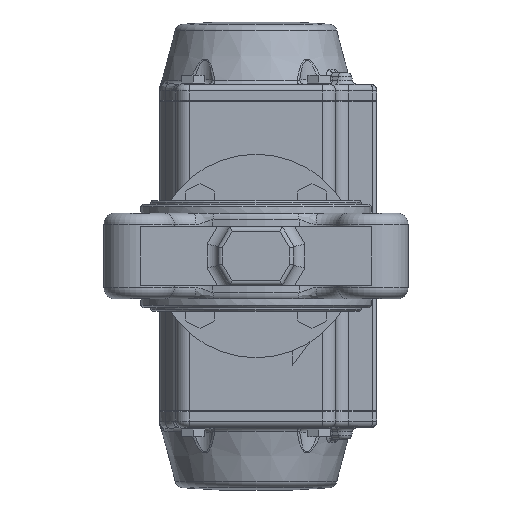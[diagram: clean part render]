
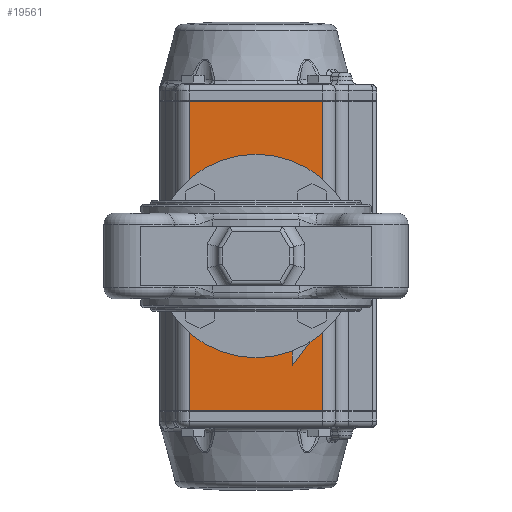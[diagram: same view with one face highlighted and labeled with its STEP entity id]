
A CAD part, front view. The second image highlights one B-rep face of the part: STEP entity #19561.
In plain terms, the highlighted planar face has unit normal (0, -1, 0).
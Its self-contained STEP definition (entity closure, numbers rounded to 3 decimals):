
#581=PLANE('',#21732);
#1868=LINE('',#34796,#3054);
#1875=LINE('',#34829,#3061);
#1904=LINE('',#34931,#3090);
#1905=LINE('',#34933,#3091);
#3054=VECTOR('',#25128,1000.);
#3061=VECTOR('',#25155,1000.);
#3090=VECTOR('',#25256,1000.);
#3091=VECTOR('',#25259,1000.);
#6323=ORIENTED_EDGE('',*,*,#11017,.F.);
#6324=ORIENTED_EDGE('',*,*,#11085,.F.);
#6325=ORIENTED_EDGE('',*,*,#11033,.T.);
#6326=ORIENTED_EDGE('',*,*,#11086,.T.);
#6327=ORIENTED_EDGE('',*,*,#10659,.F.);
#6328=ORIENTED_EDGE('',*,*,#10657,.F.);
#6329=ORIENTED_EDGE('',*,*,#10655,.F.);
#6330=ORIENTED_EDGE('',*,*,#10653,.F.);
#6331=ORIENTED_EDGE('',*,*,#10651,.F.);
#6332=ORIENTED_EDGE('',*,*,#10649,.F.);
#6333=ORIENTED_EDGE('',*,*,#10647,.F.);
#6334=ORIENTED_EDGE('',*,*,#10645,.F.);
#6335=ORIENTED_EDGE('',*,*,#10643,.T.);
#10643=EDGE_CURVE('',#13302,#13302,#15040,.T.);
#10645=EDGE_CURVE('',#13305,#13305,#15042,.T.);
#10647=EDGE_CURVE('',#13308,#13308,#15044,.T.);
#10649=EDGE_CURVE('',#13311,#13311,#15046,.T.);
#10651=EDGE_CURVE('',#13314,#13314,#15048,.T.);
#10653=EDGE_CURVE('',#13317,#13317,#15050,.T.);
#10655=EDGE_CURVE('',#13320,#13320,#15052,.T.);
#10657=EDGE_CURVE('',#13323,#13323,#15054,.T.);
#10659=EDGE_CURVE('',#13326,#13326,#15056,.T.);
#11017=EDGE_CURVE('',#13559,#13560,#1868,.T.);
#11033=EDGE_CURVE('',#13576,#13575,#1875,.T.);
#11085=EDGE_CURVE('',#13576,#13559,#1904,.T.);
#11086=EDGE_CURVE('',#13575,#13560,#1905,.T.);
#13302=VERTEX_POINT('',#32077);
#13305=VERTEX_POINT('',#32084);
#13308=VERTEX_POINT('',#32091);
#13311=VERTEX_POINT('',#32098);
#13314=VERTEX_POINT('',#32105);
#13317=VERTEX_POINT('',#32112);
#13320=VERTEX_POINT('',#32119);
#13323=VERTEX_POINT('',#32126);
#13326=VERTEX_POINT('',#32133);
#13559=VERTEX_POINT('',#34795);
#13560=VERTEX_POINT('',#34797);
#13575=VERTEX_POINT('',#34828);
#13576=VERTEX_POINT('',#34830);
#15040=CIRCLE('',#21348,16.5);
#15042=CIRCLE('',#21352,2.5);
#15044=CIRCLE('',#21356,2.5);
#15046=CIRCLE('',#21360,2.5);
#15048=CIRCLE('',#21364,2.5);
#15050=CIRCLE('',#21368,3.4);
#15052=CIRCLE('',#21372,3.4);
#15054=CIRCLE('',#21376,3.4);
#15056=CIRCLE('',#21380,3.4);
#16405=EDGE_LOOP('',(#6323,#6324,#6325,#6326));
#16406=EDGE_LOOP('',(#6327));
#16407=EDGE_LOOP('',(#6328));
#16408=EDGE_LOOP('',(#6329));
#16409=EDGE_LOOP('',(#6330));
#16410=EDGE_LOOP('',(#6331));
#16411=EDGE_LOOP('',(#6332));
#16412=EDGE_LOOP('',(#6333));
#16413=EDGE_LOOP('',(#6334));
#16414=EDGE_LOOP('',(#6335));
#17978=FACE_BOUND('',#16405,.T.);
#17979=FACE_BOUND('',#16406,.T.);
#17980=FACE_BOUND('',#16407,.T.);
#17981=FACE_BOUND('',#16408,.T.);
#17982=FACE_BOUND('',#16409,.T.);
#17983=FACE_BOUND('',#16410,.T.);
#17984=FACE_BOUND('',#16411,.T.);
#17985=FACE_BOUND('',#16412,.T.);
#17986=FACE_BOUND('',#16413,.T.);
#17987=FACE_BOUND('',#16414,.T.);
#19561=ADVANCED_FACE('',(#17978,#17979,#17980,#17981,#17982,#17983,#17984,
#17985,#17986,#17987),#581,.T.);
#21348=AXIS2_PLACEMENT_3D('',#32076,#24334,#24335);
#21352=AXIS2_PLACEMENT_3D('',#32083,#24342,#24343);
#21356=AXIS2_PLACEMENT_3D('',#32090,#24350,#24351);
#21360=AXIS2_PLACEMENT_3D('',#32097,#24358,#24359);
#21364=AXIS2_PLACEMENT_3D('',#32104,#24366,#24367);
#21368=AXIS2_PLACEMENT_3D('',#32111,#24374,#24375);
#21372=AXIS2_PLACEMENT_3D('',#32118,#24382,#24383);
#21376=AXIS2_PLACEMENT_3D('',#32125,#24390,#24391);
#21380=AXIS2_PLACEMENT_3D('',#32132,#24398,#24399);
#21732=AXIS2_PLACEMENT_3D('',#34932,#25257,#25258);
#24334=DIRECTION('',(0.,1.,0.));
#24335=DIRECTION('',(0.,0.,-1.));
#24342=DIRECTION('',(0.,-1.,0.));
#24343=DIRECTION('',(0.,0.,-1.));
#24350=DIRECTION('',(0.,-1.,0.));
#24351=DIRECTION('',(0.,0.,-1.));
#24358=DIRECTION('',(0.,-1.,0.));
#24359=DIRECTION('',(0.,0.,-1.));
#24366=DIRECTION('',(0.,-1.,0.));
#24367=DIRECTION('',(0.,0.,-1.));
#24374=DIRECTION('',(0.,-1.,0.));
#24375=DIRECTION('',(0.,0.,-1.));
#24382=DIRECTION('',(0.,-1.,0.));
#24383=DIRECTION('',(0.,0.,-1.));
#24390=DIRECTION('',(0.,-1.,0.));
#24391=DIRECTION('',(0.,0.,-1.));
#24398=DIRECTION('',(0.,-1.,0.));
#24399=DIRECTION('',(0.,0.,-1.));
#25128=DIRECTION('',(-1.,0.,0.));
#25155=DIRECTION('',(-1.,0.,0.));
#25256=DIRECTION('',(0.,0.,-1.));
#25257=DIRECTION('',(0.,-1.,0.));
#25258=DIRECTION('',(0.,0.,-1.));
#25259=DIRECTION('',(0.,0.,-1.));
#32076=CARTESIAN_POINT('',(0.,-51.5,0.));
#32077=CARTESIAN_POINT('',(0.,-51.5,-16.5));
#32083=CARTESIAN_POINT('',(-17.678,-51.5,-17.678));
#32084=CARTESIAN_POINT('',(-17.678,-51.5,-20.178));
#32090=CARTESIAN_POINT('',(17.678,-51.5,-17.678));
#32091=CARTESIAN_POINT('',(17.678,-51.5,-20.178));
#32097=CARTESIAN_POINT('',(17.678,-51.5,17.678));
#32098=CARTESIAN_POINT('',(17.678,-51.5,15.178));
#32104=CARTESIAN_POINT('',(-17.678,-51.5,17.678));
#32105=CARTESIAN_POINT('',(-17.678,-51.5,15.178));
#32111=CARTESIAN_POINT('',(-24.749,-51.5,-24.749));
#32112=CARTESIAN_POINT('',(-24.749,-51.5,-28.149));
#32118=CARTESIAN_POINT('',(24.749,-51.5,-24.749));
#32119=CARTESIAN_POINT('',(24.749,-51.5,-28.149));
#32125=CARTESIAN_POINT('',(24.749,-51.5,24.749));
#32126=CARTESIAN_POINT('',(24.749,-51.5,21.349));
#32132=CARTESIAN_POINT('',(-24.749,-51.5,24.749));
#32133=CARTESIAN_POINT('',(-24.749,-51.5,21.349));
#34795=CARTESIAN_POINT('',(29.474,-51.5,-68.5));
#34796=CARTESIAN_POINT('',(29.474,-51.5,-68.5));
#34797=CARTESIAN_POINT('',(-29.474,-51.5,-68.5));
#34828=CARTESIAN_POINT('',(-29.474,-51.5,68.5));
#34829=CARTESIAN_POINT('',(29.474,-51.5,68.5));
#34830=CARTESIAN_POINT('',(29.474,-51.5,68.5));
#34931=CARTESIAN_POINT('',(29.474,-51.5,68.5));
#34932=CARTESIAN_POINT('',(29.474,-51.5,68.5));
#34933=CARTESIAN_POINT('',(-29.474,-51.5,68.5));
